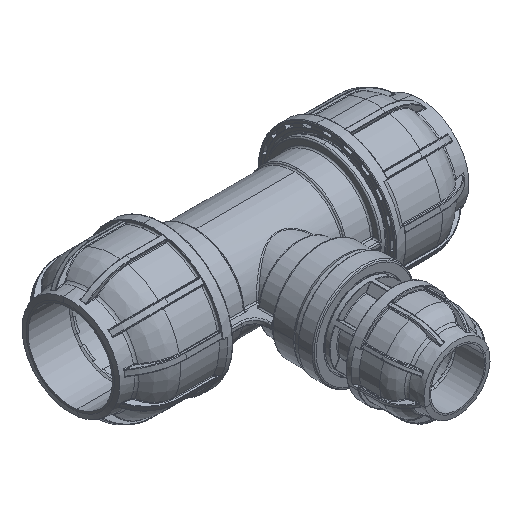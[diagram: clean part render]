
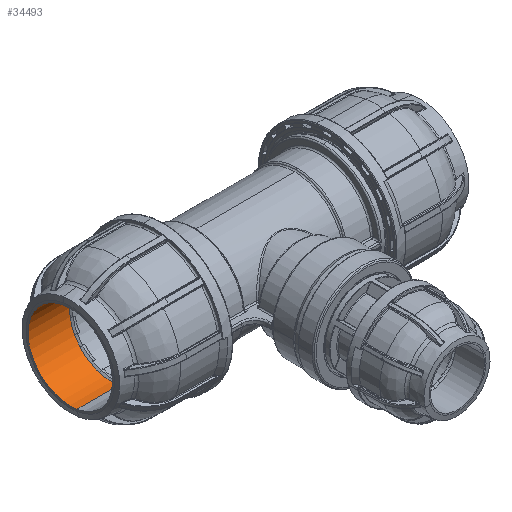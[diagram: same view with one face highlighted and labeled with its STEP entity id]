
A CAD part, isometric view. The second image highlights one B-rep face of the part: STEP entity #34493.
In plain terms, the highlighted cylindrical face has radius 32 mm (diameter 64 mm), a partial arc.
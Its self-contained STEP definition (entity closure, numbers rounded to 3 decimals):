
#1926 = FACE_OUTER_BOUND ( 'NONE', #47029, .T. ) ;
#3472 = EDGE_CURVE ( 'NONE', #37433, #93218, #14231, .T. ) ;
#5586 = EDGE_CURVE ( 'NONE', #93218, #86430, #28846, .T. ) ;
#14231 = CIRCLE ( 'NONE', #81103, 32. ) ;
#16182 = CARTESIAN_POINT ( 'NONE',  ( -132.8, 5.092, 31.592 ) ) ;
#22149 = CARTESIAN_POINT ( 'NONE',  ( -132.8, 0., 0. ) ) ;
#24446 = AXIS2_PLACEMENT_3D ( 'NONE', #85458, #65770, #43203 ) ;
#28846 = LINE ( 'NONE', #16182, #59289 ) ;
#34493 = ADVANCED_FACE ( 'NONE', ( #1926 ), #84336, .F. ) ;
#37433 = VERTEX_POINT ( 'NONE', #38507 ) ;
#38507 = CARTESIAN_POINT ( 'NONE',  ( -101.3, -5.092, -31.592 ) ) ;
#39748 = CARTESIAN_POINT ( 'NONE',  ( -132.8, 5.092, 31.592 ) ) ;
#43203 = DIRECTION ( 'NONE',  ( 0., -0.159, -0.987 ) ) ;
#45291 = DIRECTION ( 'NONE',  ( -1., 0., 0. ) ) ;
#45482 = LINE ( 'NONE', #73495, #86085 ) ;
#47029 = EDGE_LOOP ( 'NONE', ( #76323, #60426, #78131, #57112 ) ) ;
#50306 = DIRECTION ( 'NONE',  ( 0., -0.159, -0.987 ) ) ;
#51701 = VERTEX_POINT ( 'NONE', #87743 ) ;
#52682 = DIRECTION ( 'NONE',  ( -1., 0., 0. ) ) ;
#57112 = ORIENTED_EDGE ( 'NONE', *, *, #81072, .F. ) ;
#59289 = VECTOR ( 'NONE', #45291, 1000. ) ;
#60426 = ORIENTED_EDGE ( 'NONE', *, *, #5586, .T. ) ;
#63042 = AXIS2_PLACEMENT_3D ( 'NONE', #22149, #86279, #50306 ) ;
#65006 = EDGE_CURVE ( 'NONE', #51701, #86430, #87800, .T. ) ;
#65770 = DIRECTION ( 'NONE',  ( -1., 0., 0. ) ) ;
#73495 = CARTESIAN_POINT ( 'NONE',  ( -132.8, -5.092, -31.592 ) ) ;
#76323 = ORIENTED_EDGE ( 'NONE', *, *, #3472, .T. ) ;
#78131 = ORIENTED_EDGE ( 'NONE', *, *, #65006, .F. ) ;
#81072 = EDGE_CURVE ( 'NONE', #37433, #51701, #45482, .T. ) ;
#81103 = AXIS2_PLACEMENT_3D ( 'NONE', #89682, #90630, #90308 ) ;
#84336 = CYLINDRICAL_SURFACE ( 'NONE', #24446, 32. ) ;
#85458 = CARTESIAN_POINT ( 'NONE',  ( -132.8, 0., 0. ) ) ;
#86085 = VECTOR ( 'NONE', #52682, 1000. ) ;
#86279 = DIRECTION ( 'NONE',  ( 1., 0., 0. ) ) ;
#86430 = VERTEX_POINT ( 'NONE', #39748 ) ;
#87743 = CARTESIAN_POINT ( 'NONE',  ( -132.8, -5.092, -31.592 ) ) ;
#87800 = CIRCLE ( 'NONE', #63042, 32. ) ;
#89502 = CARTESIAN_POINT ( 'NONE',  ( -101.3, 5.092, 31.592 ) ) ;
#89682 = CARTESIAN_POINT ( 'NONE',  ( -101.3, 0., 0. ) ) ;
#90308 = DIRECTION ( 'NONE',  ( 0., -0.159, -0.987 ) ) ;
#90630 = DIRECTION ( 'NONE',  ( 1., 0., 0. ) ) ;
#93218 = VERTEX_POINT ( 'NONE', #89502 ) ;
